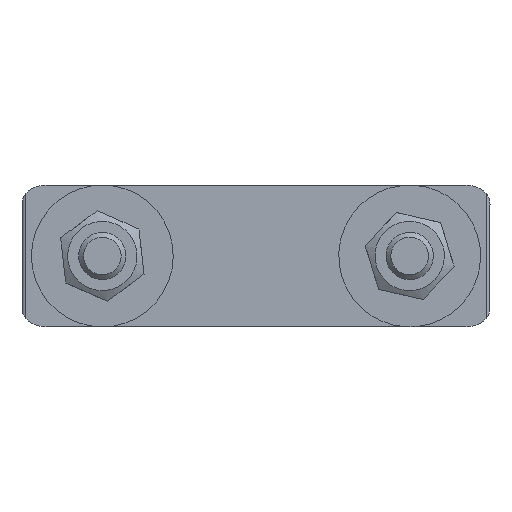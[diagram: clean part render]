
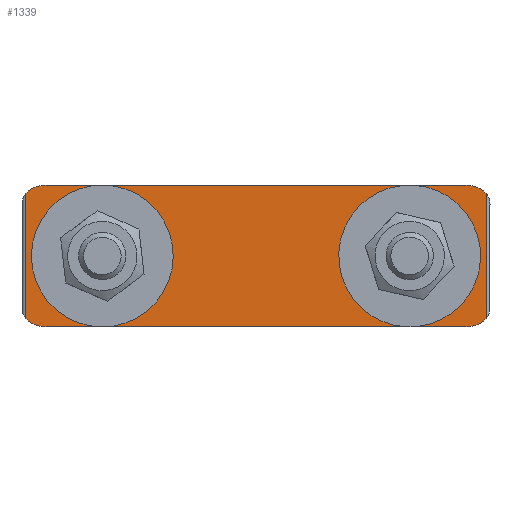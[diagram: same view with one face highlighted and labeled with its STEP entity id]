
A CAD part, front view. The second image highlights one B-rep face of the part: STEP entity #1339.
In plain terms, the highlighted planar face has unit normal (0, -1, 0).
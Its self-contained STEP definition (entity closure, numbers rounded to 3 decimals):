
#59=ELLIPSE('',#1461,3.371,3.);
#60=ELLIPSE('',#1464,3.371,3.);
#61=ELLIPSE('',#1465,3.371,3.);
#62=ELLIPSE('',#1466,3.371,3.);
#83=LINE('',#2068,#143);
#87=LINE('',#2098,#147);
#88=LINE('',#2102,#148);
#89=LINE('',#2105,#149);
#143=VECTOR('',#1675,10.);
#147=VECTOR('',#1689,10.);
#148=VECTOR('',#1692,10.);
#149=VECTOR('',#1695,10.);
#213=PLANE('',#1463);
#269=FACE_BOUND('',#432,.T.);
#270=FACE_BOUND('',#433,.T.);
#323=FACE_OUTER_BOUND('',#431,.T.);
#431=EDGE_LOOP('',(#977,#978,#979,#980,#981,#982,#983,#984));
#432=EDGE_LOOP('',(#985));
#433=EDGE_LOOP('',(#986));
#570=CIRCLE('',#1467,3.625);
#571=CIRCLE('',#1468,3.625);
#636=VERTEX_POINT('',#2056);
#637=VERTEX_POINT('',#2067);
#639=VERTEX_POINT('',#2082);
#643=VERTEX_POINT('',#2095);
#644=VERTEX_POINT('',#2097);
#645=VERTEX_POINT('',#2099);
#646=VERTEX_POINT('',#2101);
#647=VERTEX_POINT('',#2103);
#648=VERTEX_POINT('',#2106);
#649=VERTEX_POINT('',#2108);
#774=EDGE_CURVE('',#636,#637,#83,.T.);
#777=EDGE_CURVE('',#637,#639,#59,.T.);
#782=EDGE_CURVE('',#643,#636,#60,.T.);
#783=EDGE_CURVE('',#643,#644,#87,.T.);
#784=EDGE_CURVE('',#645,#644,#61,.T.);
#785=EDGE_CURVE('',#646,#645,#88,.T.);
#786=EDGE_CURVE('',#647,#646,#62,.T.);
#787=EDGE_CURVE('',#647,#639,#89,.T.);
#788=EDGE_CURVE('',#648,#648,#570,.T.);
#789=EDGE_CURVE('',#649,#649,#571,.T.);
#977=ORIENTED_EDGE('',*,*,#774,.F.);
#978=ORIENTED_EDGE('',*,*,#782,.F.);
#979=ORIENTED_EDGE('',*,*,#783,.T.);
#980=ORIENTED_EDGE('',*,*,#784,.F.);
#981=ORIENTED_EDGE('',*,*,#785,.F.);
#982=ORIENTED_EDGE('',*,*,#786,.F.);
#983=ORIENTED_EDGE('',*,*,#787,.T.);
#984=ORIENTED_EDGE('',*,*,#777,.F.);
#985=ORIENTED_EDGE('',*,*,#788,.T.);
#986=ORIENTED_EDGE('',*,*,#789,.T.);
#1339=ADVANCED_FACE('',(#323,#269,#270),#213,.T.);
#1461=AXIS2_PLACEMENT_3D('',#2083,#1679,#1680);
#1463=AXIS2_PLACEMENT_3D('',#2094,#1685,#1686);
#1464=AXIS2_PLACEMENT_3D('',#2096,#1687,#1688);
#1465=AXIS2_PLACEMENT_3D('',#2100,#1690,#1691);
#1466=AXIS2_PLACEMENT_3D('',#2104,#1693,#1694);
#1467=AXIS2_PLACEMENT_3D('',#2107,#1696,#1697);
#1468=AXIS2_PLACEMENT_3D('',#2109,#1698,#1699);
#1675=DIRECTION('',(0.,0.,1.));
#1679=DIRECTION('center_axis',(0.,1.,0.));
#1680=DIRECTION('ref_axis',(-1.,0.,0.));
#1685=DIRECTION('center_axis',(0.,-1.,0.));
#1686=DIRECTION('ref_axis',(0.,0.,-1.));
#1687=DIRECTION('center_axis',(0.,1.,0.));
#1688=DIRECTION('ref_axis',(-1.,0.,0.));
#1689=DIRECTION('',(1.,0.,0.));
#1690=DIRECTION('center_axis',(0.,1.,0.));
#1691=DIRECTION('ref_axis',(1.,0.,0.));
#1692=DIRECTION('',(0.,0.,-1.));
#1693=DIRECTION('center_axis',(0.,1.,0.));
#1694=DIRECTION('ref_axis',(1.,0.,0.));
#1695=DIRECTION('',(-1.,0.,0.));
#1696=DIRECTION('center_axis',(0.,1.,0.));
#1697=DIRECTION('ref_axis',(-1.,0.,0.));
#1698=DIRECTION('center_axis',(0.,1.,0.));
#1699=DIRECTION('ref_axis',(-1.,0.,0.));
#2056=CARTESIAN_POINT('',(-29.194,0.,-7.959));
#2067=CARTESIAN_POINT('',(-29.194,0.,7.959));
#2068=CARTESIAN_POINT('',(-29.194,0.,0.));
#2082=CARTESIAN_POINT('',(-26.641,0.,9.));
#2083=CARTESIAN_POINT('Origin',(-26.641,0.,6.));
#2094=CARTESIAN_POINT('Origin',(30.012,0.,0.));
#2095=CARTESIAN_POINT('',(-26.641,0.,-9.));
#2096=CARTESIAN_POINT('Origin',(-26.641,0.,-6.));
#2097=CARTESIAN_POINT('',(26.641,0.,-9.));
#2098=CARTESIAN_POINT('',(-30.012,0.,-9.));
#2099=CARTESIAN_POINT('',(29.194,0.,-7.959));
#2100=CARTESIAN_POINT('Origin',(26.641,0.,-6.));
#2101=CARTESIAN_POINT('',(29.194,0.,7.959));
#2102=CARTESIAN_POINT('',(29.194,0.,0.));
#2103=CARTESIAN_POINT('',(26.641,0.,9.));
#2104=CARTESIAN_POINT('Origin',(26.641,0.,6.));
#2105=CARTESIAN_POINT('',(-30.012,0.,9.));
#2106=CARTESIAN_POINT('',(23.125,0.,0.));
#2107=CARTESIAN_POINT('Origin',(19.5,0.,0.));
#2108=CARTESIAN_POINT('',(-15.875,0.,0.));
#2109=CARTESIAN_POINT('Origin',(-19.5,0.,0.));
